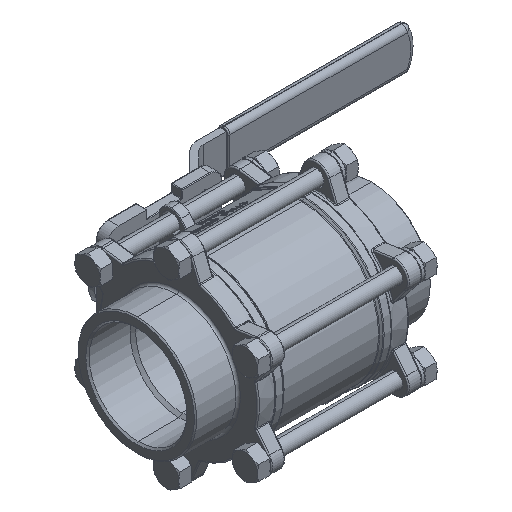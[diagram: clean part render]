
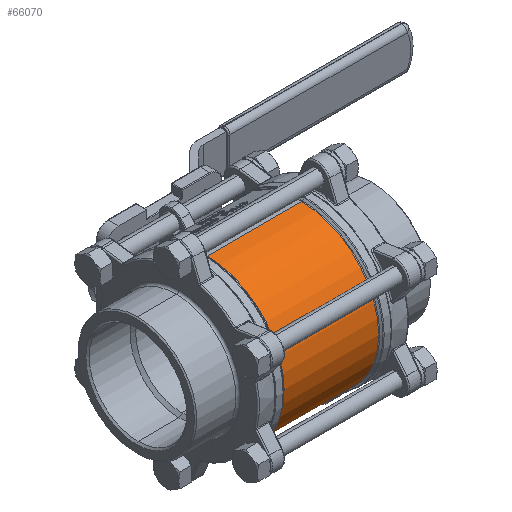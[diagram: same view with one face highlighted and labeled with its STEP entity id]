
A CAD part, isometric view. The second image highlights one B-rep face of the part: STEP entity #66070.
In plain terms, the highlighted cylindrical face has radius 67 mm (diameter 134 mm), a partial arc.
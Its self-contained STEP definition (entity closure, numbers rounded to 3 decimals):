
#450 = EDGE_CURVE ( 'NONE', #105367, #104797, #48402, .T. ) ;
#1110 = CIRCLE ( 'NONE', #1163, 67. ) ;
#1160 = DIRECTION ( 'NONE',  ( 0., 0., 1. ) ) ;
#1161 = DIRECTION ( 'NONE',  ( -1., 0., 0. ) ) ;
#1162 = CARTESIAN_POINT ( 'NONE',  ( 41.086, 0., 0. ) ) ;
#1163 = AXIS2_PLACEMENT_3D ( 'NONE', #1162, #1161, #1160 ) ;
#2647 = CARTESIAN_POINT ( 'NONE',  ( 41.086, 0., -67. ) ) ;
#11720 = VERTEX_POINT ( 'NONE', #58575 ) ;
#15756 = EDGE_CURVE ( 'NONE', #23532, #11720, #1110, .T. ) ;
#23532 = VERTEX_POINT ( 'NONE', #2647 ) ;
#44867 = DIRECTION ( 'NONE',  ( -1., 0., 0. ) ) ;
#44869 = VECTOR ( 'NONE', #44867, 1000. ) ;
#44873 = CARTESIAN_POINT ( 'NONE',  ( 43.5, 0., 67. ) ) ;
#44892 = LINE ( 'NONE', #44873, #44869 ) ;
#44989 = FACE_OUTER_BOUND ( 'NONE', #66079, .T. ) ;
#45148 = DIRECTION ( 'NONE',  ( 0., 0., 1. ) ) ;
#45150 = DIRECTION ( 'NONE',  ( -1., 0., 0. ) ) ;
#45153 = CARTESIAN_POINT ( 'NONE',  ( 43.5, 0., 0. ) ) ;
#45155 = AXIS2_PLACEMENT_3D ( 'NONE', #45153, #45150, #45148 ) ;
#45158 = CYLINDRICAL_SURFACE ( 'NONE', #45155, 67. ) ;
#45888 = DIRECTION ( 'NONE',  ( -1., 0., 0. ) ) ;
#45889 = VECTOR ( 'NONE', #45888, 1000. ) ;
#45893 = CARTESIAN_POINT ( 'NONE',  ( 43.5, 0., -67. ) ) ;
#45912 = LINE ( 'NONE', #45893, #45889 ) ;
#48394 = DIRECTION ( 'NONE',  ( 0., 0., -1. ) ) ;
#48396 = DIRECTION ( 'NONE',  ( 1., 0., 0. ) ) ;
#48397 = CARTESIAN_POINT ( 'NONE',  ( -41.086, 0., 0. ) ) ;
#48400 = AXIS2_PLACEMENT_3D ( 'NONE', #48397, #48396, #48394 ) ;
#48402 = CIRCLE ( 'NONE', #48400, 67. ) ;
#58575 = CARTESIAN_POINT ( 'NONE',  ( 41.086, 0., 67. ) ) ;
#66048 = ORIENTED_EDGE ( 'NONE', *, *, #66049, .T. ) ;
#66049 = EDGE_CURVE ( 'NONE', #11720, #105367, #44892, .T. ) ;
#66051 = ORIENTED_EDGE ( 'NONE', *, *, #450, .T. ) ;
#66058 = ORIENTED_EDGE ( 'NONE', *, *, #66147, .F. ) ;
#66059 = ORIENTED_EDGE ( 'NONE', *, *, #15756, .T. ) ;
#66070 = ADVANCED_FACE ( 'NONE', ( #44989 ), #45158, .T. ) ;
#66079 = EDGE_LOOP ( 'NONE', ( #66058, #66059, #66048, #66051 ) ) ;
#66147 = EDGE_CURVE ( 'NONE', #23532, #104797, #45912, .T. ) ;
#96089 = CARTESIAN_POINT ( 'NONE',  ( -41.086, 0., -67. ) ) ;
#96464 = CARTESIAN_POINT ( 'NONE',  ( -41.086, 0., 67. ) ) ;
#104797 = VERTEX_POINT ( 'NONE', #96089 ) ;
#105367 = VERTEX_POINT ( 'NONE', #96464 ) ;
